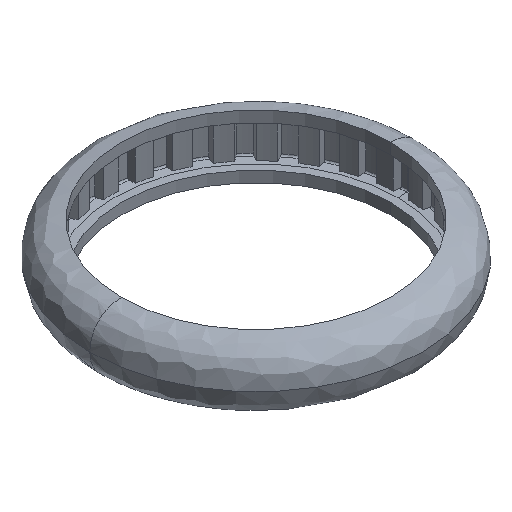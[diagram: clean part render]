
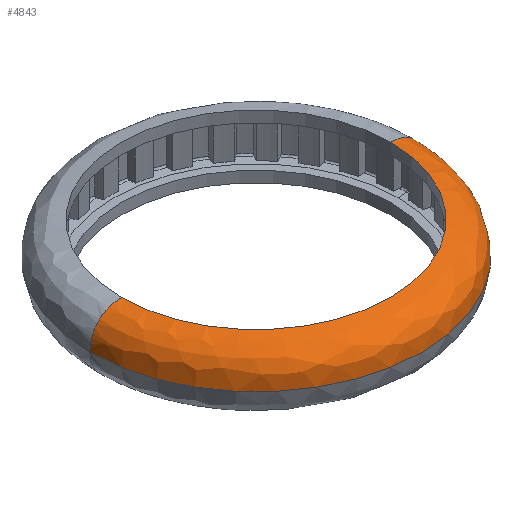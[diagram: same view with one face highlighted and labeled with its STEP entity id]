
A CAD part, isometric view. The second image highlights one B-rep face of the part: STEP entity #4843.
In plain terms, the highlighted free-form (B-spline) face has degree [3, 3] with [7, 4] control points.
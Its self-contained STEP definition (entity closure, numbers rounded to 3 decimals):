
#577 = CARTESIAN_POINT ( 'NONE',  ( 0., 0., 9.623 ) ) ;
#597 = CARTESIAN_POINT ( 'NONE',  ( -41.146, 0., 9.623 ) ) ;
#624 = DIRECTION ( 'NONE',  ( 0., 0., 1. ) ) ;
#625 = DIRECTION ( 'NONE',  ( -1., 0., 0. ) ) ;
#627 = CARTESIAN_POINT ( 'NONE',  ( -42.723, 0., 9.596 ) ) ;
#629 = CARTESIAN_POINT ( 'NONE',  ( -45.384, 0., 9.012 ) ) ;
#632 = CARTESIAN_POINT ( 'NONE',  ( -48.321, 0., 7.083 ) ) ;
#635 = CARTESIAN_POINT ( 'NONE',  ( -50.259, 0., 4.181 ) ) ;
#640 = CARTESIAN_POINT ( 'NONE',  ( -50.814, 0., 1.546 ) ) ;
#641 = CARTESIAN_POINT ( 'NONE',  ( -50.8, 0., -0.031 ) ) ;
#859 = CARTESIAN_POINT ( 'NONE',  ( -41.146, 0., 9.623 ) ) ;
#934 = CARTESIAN_POINT ( 'NONE',  ( 50.8, 0., -0.031 ) ) ;
#944 = CARTESIAN_POINT ( 'NONE',  ( -50.8, 0., -0.031 ) ) ;
#1325 = CARTESIAN_POINT ( 'NONE',  ( 41.146, 0., 9.623 ) ) ;
#1812 = AXIS2_PLACEMENT_3D ( 'NONE', #7581, #7591, #7592 ) ;
#2348 = ORIENTED_EDGE ( 'NONE', *, *, #4152, .F. ) ;
#2351 = ORIENTED_EDGE ( 'NONE', *, *, #4153, .T. ) ;
#2360 = ORIENTED_EDGE ( 'NONE', *, *, #4248, .F. ) ;
#2362 = ORIENTED_EDGE ( 'NONE', *, *, #4287, .F. ) ;
#3182 = EDGE_LOOP ( 'NONE', ( #2348, #2351, #2360, #2362 ) ) ;
#4152 = EDGE_CURVE ( 'NONE', #5225, #5230, #7092, .T. ) ;
#4153 = EDGE_CURVE ( 'NONE', #5225, #5155, #5046, .T. ) ;
#4248 = EDGE_CURVE ( 'NONE', #5162, #5155, #7035, .T. ) ;
#4287 = EDGE_CURVE ( 'NONE', #5230, #5162, #4990, .T. ) ;
#4337 = AXIS2_PLACEMENT_3D ( 'NONE', #577, #624, #625 ) ;
#4676 =( BOUNDED_SURFACE ( )  B_SPLINE_SURFACE ( 3, 3, ( 
 ( #6088, #6038, #6073, #6104 ),
 ( #6098, #6096, #6099, #6102 ),
 ( #6089, #5883, #5879, #5881 ),
 ( #5878, #6078, #5884, #5873 ),
 ( #6131, #5820, #5817, #5781 ),
 ( #5811, #5780, #5735, #5796 ),
 ( #5732, #6119, #5940, #6055 ) ),
 .UNSPECIFIED., .F., .F., .T. ) 
 B_SPLINE_SURFACE_WITH_KNOTS ( ( 4, 1, 1, 1, 4 ),
 ( 4, 4 ),
 ( 0.008, 0.25, 0.5, 0.75, 0.992 ),
 ( 0., 1. ),
 .UNSPECIFIED. ) 
 GEOMETRIC_REPRESENTATION_ITEM ( )  RATIONAL_B_SPLINE_SURFACE ( (
 ( 1., 0.333, 0.333, 1.),
 ( 1., 0.333, 0.333, 1.),
 ( 1., 0.333, 0.333, 1.),
 ( 1., 0.333, 0.333, 1.),
 ( 1., 0.333, 0.333, 1.),
 ( 1., 0.333, 0.333, 1.),
 ( 1., 0.333, 0.333, 1.) ) ) 
 REPRESENTATION_ITEM ( '' )  SURFACE ( )  );
#4843 = ADVANCED_FACE ( 'NONE', ( #6843 ), #4676, .F. ) ;
#4990 = B_SPLINE_CURVE_WITH_KNOTS ( 'NONE', 3,
 ( #7459, #7436, #7430, #7425, #7424, #7426, #7427 ),
 .UNSPECIFIED., .F., .F.,
 ( 4, 1, 1, 1, 4 ),
 ( 0.008, 0.25, 0.5, 0.75, 0.992 ),
 .UNSPECIFIED. ) ;
#5046 = B_SPLINE_CURVE_WITH_KNOTS ( 'NONE', 3,
 ( #597, #627, #629, #632, #635, #640, #641 ),
 .UNSPECIFIED., .F., .F.,
 ( 4, 1, 1, 1, 4 ),
 ( 0.008, 0.25, 0.5, 0.75, 0.992 ),
 .UNSPECIFIED. ) ;
#5155 = VERTEX_POINT ( 'NONE', #944 ) ;
#5162 = VERTEX_POINT ( 'NONE', #934 ) ;
#5225 = VERTEX_POINT ( 'NONE', #859 ) ;
#5230 = VERTEX_POINT ( 'NONE', #1325 ) ;
#5732 = CARTESIAN_POINT ( 'NONE',  ( 50.8, 0., -0.031 ) ) ;
#5735 = CARTESIAN_POINT ( 'NONE',  ( -50.814, -101.628, 1.546 ) ) ;
#5780 = CARTESIAN_POINT ( 'NONE',  ( 50.814, -101.628, 1.546 ) ) ;
#5781 = CARTESIAN_POINT ( 'NONE',  ( -50.259, 0., 4.181 ) ) ;
#5796 = CARTESIAN_POINT ( 'NONE',  ( -50.814, 0., 1.546 ) ) ;
#5811 = CARTESIAN_POINT ( 'NONE',  ( 50.814, 0., 1.546 ) ) ;
#5817 = CARTESIAN_POINT ( 'NONE',  ( -50.259, -100.518, 4.181 ) ) ;
#5820 = CARTESIAN_POINT ( 'NONE',  ( 50.259, -100.518, 4.181 ) ) ;
#5873 = CARTESIAN_POINT ( 'NONE',  ( -48.321, 0., 7.083 ) ) ;
#5878 = CARTESIAN_POINT ( 'NONE',  ( 48.321, 0., 7.083 ) ) ;
#5879 = CARTESIAN_POINT ( 'NONE',  ( -45.384, -90.767, 9.012 ) ) ;
#5881 = CARTESIAN_POINT ( 'NONE',  ( -45.384, 0., 9.012 ) ) ;
#5883 = CARTESIAN_POINT ( 'NONE',  ( 45.384, -90.767, 9.012 ) ) ;
#5884 = CARTESIAN_POINT ( 'NONE',  ( -48.321, -96.641, 7.083 ) ) ;
#5940 = CARTESIAN_POINT ( 'NONE',  ( -50.8, -101.6, -0.031 ) ) ;
#6038 = CARTESIAN_POINT ( 'NONE',  ( 41.146, -82.292, 9.623 ) ) ;
#6055 = CARTESIAN_POINT ( 'NONE',  ( -50.8, 0., -0.031 ) ) ;
#6073 = CARTESIAN_POINT ( 'NONE',  ( -41.146, -82.292, 9.623 ) ) ;
#6078 = CARTESIAN_POINT ( 'NONE',  ( 48.321, -96.641, 7.083 ) ) ;
#6088 = CARTESIAN_POINT ( 'NONE',  ( 41.146, 0., 9.623 ) ) ;
#6089 = CARTESIAN_POINT ( 'NONE',  ( 45.384, 0., 9.012 ) ) ;
#6096 = CARTESIAN_POINT ( 'NONE',  ( 42.723, -85.446, 9.596 ) ) ;
#6098 = CARTESIAN_POINT ( 'NONE',  ( 42.723, 0., 9.596 ) ) ;
#6099 = CARTESIAN_POINT ( 'NONE',  ( -42.723, -85.446, 9.596 ) ) ;
#6102 = CARTESIAN_POINT ( 'NONE',  ( -42.723, 0., 9.596 ) ) ;
#6104 = CARTESIAN_POINT ( 'NONE',  ( -41.146, 0., 9.623 ) ) ;
#6119 = CARTESIAN_POINT ( 'NONE',  ( 50.8, -101.6, -0.031 ) ) ;
#6131 = CARTESIAN_POINT ( 'NONE',  ( 50.259, 0., 4.181 ) ) ;
#6843 = FACE_OUTER_BOUND ( 'NONE', #3182, .T. ) ;
#7035 = CIRCLE ( 'NONE', #1812, 50.8 ) ;
#7092 = CIRCLE ( 'NONE', #4337, 41.146 ) ;
#7424 = CARTESIAN_POINT ( 'NONE',  ( 50.259, 0., 4.181 ) ) ;
#7425 = CARTESIAN_POINT ( 'NONE',  ( 48.321, 0., 7.083 ) ) ;
#7426 = CARTESIAN_POINT ( 'NONE',  ( 50.814, 0., 1.546 ) ) ;
#7427 = CARTESIAN_POINT ( 'NONE',  ( 50.8, 0., -0.031 ) ) ;
#7430 = CARTESIAN_POINT ( 'NONE',  ( 45.384, 0., 9.012 ) ) ;
#7436 = CARTESIAN_POINT ( 'NONE',  ( 42.723, 0., 9.596 ) ) ;
#7459 = CARTESIAN_POINT ( 'NONE',  ( 41.146, 0., 9.623 ) ) ;
#7581 = CARTESIAN_POINT ( 'NONE',  ( 0., 0., -0.031 ) ) ;
#7591 = DIRECTION ( 'NONE',  ( 0., 0., -1. ) ) ;
#7592 = DIRECTION ( 'NONE',  ( 1., 0., 0. ) ) ;
